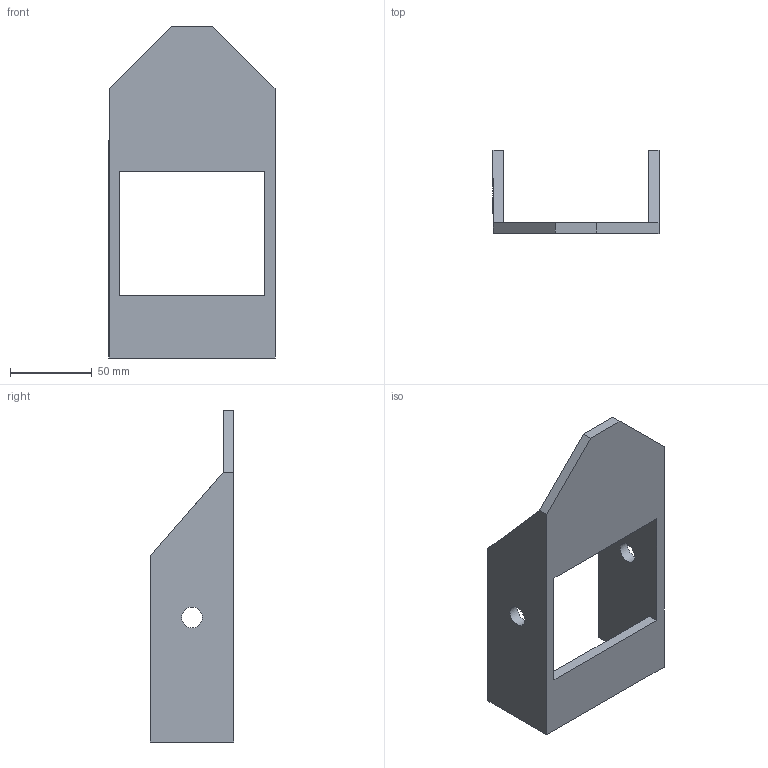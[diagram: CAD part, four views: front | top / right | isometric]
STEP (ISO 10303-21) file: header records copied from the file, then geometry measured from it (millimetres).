
FILE_DESCRIPTION(/* description */ (''),/* implementation_level */ '2;1');
FILE_NAME(/* name */ 'lower_leg_new.stp',/* time_stamp */ '2015-05-24T01:12:58-04:00',/* author */ ('Jaden'),/* organization */ (''),/* preprocessor_version */ 'ST-DEVELOPER v16.1',/* originating_system */ 'Autodesk Inventor 2016',/* authorisation */ '');
FILE_SCHEMA (('AUTOMOTIVE_DESIGN { 1 0 10303 214 3 1 1 }'));
Length unit declared in the file: inch
Products named in the file (1): lower_leg
Bounding box: 101.6 x 50.8 x 203.2 mm (x, y, z)
Volume: 156116.7 mm3; surface area: 56138.2 mm2
Topology: 1 solids, 1 shells, 19 faces, 52 edges, 34 vertices
Faces by surface type: plane 17, cylinder 2
Full cylindrical faces by diameter (mm): 12.7 x2
Entity records: 622 total; most frequent: CARTESIAN_POINT 104, ORIENTED_EDGE 100, DIRECTION 94, EDGE_CURVE 50, LINE 46, VECTOR 46, VERTEX_POINT 34, EDGE_LOOP 26
